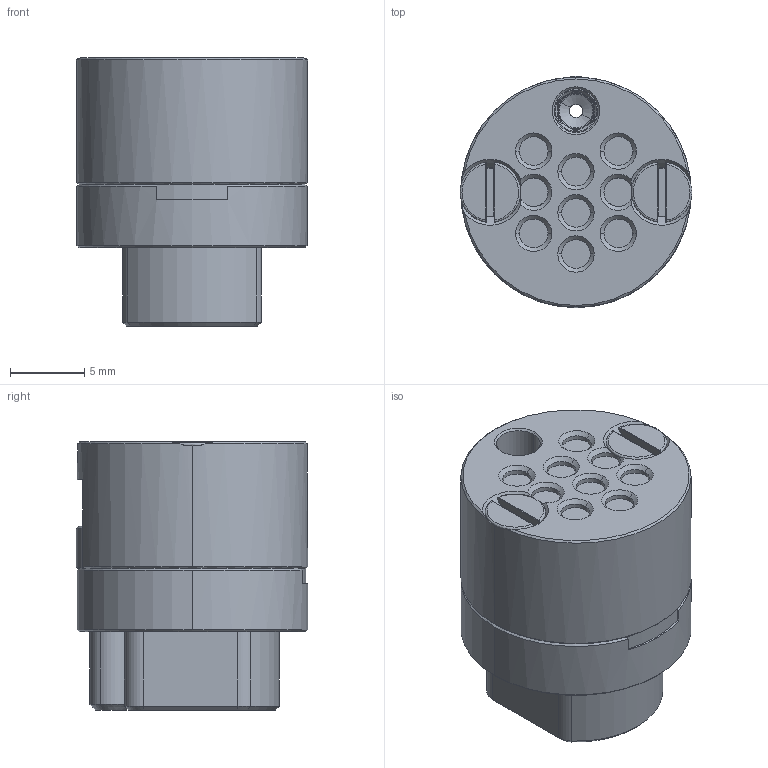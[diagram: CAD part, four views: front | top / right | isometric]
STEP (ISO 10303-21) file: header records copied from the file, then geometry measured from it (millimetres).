
FILE_DESCRIPTION (( 'STEP AP203' ), '1' );
FILE_NAME ('112700.stp', '2014-09-03T14:24:01', ( '' ), ( '' ), 'SwSTEP 2.0', 'SolidWorks 2012', '' );
FILE_SCHEMA (( 'CONFIG_CONTROL_DESIGN' ));
Length unit declared in the file: inch
Products named in the file (1): 112700
Bounding box: 15.6 x 15.56 x 18.03 mm (x, y, z)
Volume: 2759.1 mm3; surface area: 1476.9 mm2
Topology: 1 solids, 3 shells, 323 faces, 737 edges, 421 vertices
Faces by surface type: cylinder 100, plane 82, cone 78, bspline 63
Entity records: 14855 total; most frequent: CARTESIAN_POINT 8110, ORIENTED_EDGE 1426, DIRECTION 1293, EDGE_CURVE 713, AXIS2_PLACEMENT_3D 527, VERTEX_POINT 420, EDGE_LOOP 351, FACE_OUTER_BOUND 324
